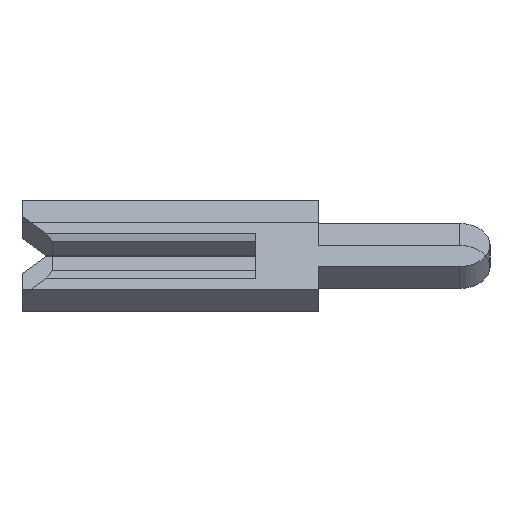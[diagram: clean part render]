
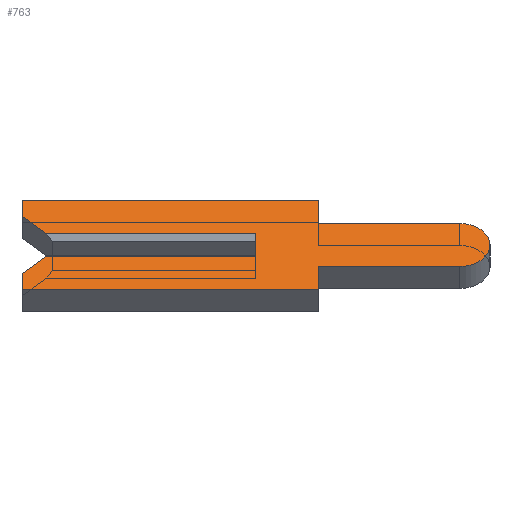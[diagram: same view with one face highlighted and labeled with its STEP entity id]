
A CAD part, left-side view. The second image highlights one B-rep face of the part: STEP entity #763.
In plain terms, the highlighted face is planar.
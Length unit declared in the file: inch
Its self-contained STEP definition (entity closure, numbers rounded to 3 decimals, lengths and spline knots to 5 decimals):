
#18 = LINE ( 'NONE', #3649, #418 ) ;
#46 = DIRECTION ( 'NONE',  ( 1., 0., 0. ) ) ;
#105 = EDGE_CURVE ( 'NONE', #151, #252, #1135, .T. ) ;
#120 = LINE ( 'NONE', #2278, #2275 ) ;
#151 = VERTEX_POINT ( 'NONE', #3772 ) ;
#169 = VECTOR ( 'NONE', #2126, 39.37008 ) ;
#174 = EDGE_CURVE ( 'NONE', #252, #3071, #3401, .T. ) ;
#176 = EDGE_LOOP ( 'NONE', ( #376, #1849, #3618, #3898, #2730, #554, #380, #3036, #3541, #1197, #1246, #3449, #398, #1742 ) ) ;
#252 = VERTEX_POINT ( 'NONE', #1897 ) ;
#376 = ORIENTED_EDGE ( 'NONE', *, *, #3690, .T. ) ;
#380 = ORIENTED_EDGE ( 'NONE', *, *, #466, .F. ) ;
#398 = ORIENTED_EDGE ( 'NONE', *, *, #105, .F. ) ;
#418 = VECTOR ( 'NONE', #3325, 39.37008 ) ;
#441 = CARTESIAN_POINT ( 'NONE',  ( -0.01, -0.1305, 0. ) ) ;
#466 = EDGE_CURVE ( 'NONE', #887, #3007, #1282, .T. ) ;
#475 = LINE ( 'NONE', #907, #2469 ) ;
#554 = ORIENTED_EDGE ( 'NONE', *, *, #2470, .F. ) ;
#556 = DIRECTION ( 'NONE',  ( 0., 1., 0. ) ) ;
#563 = DIRECTION ( 'NONE',  ( 0., 0., -1. ) ) ;
#710 = LINE ( 'NONE', #3742, #169 ) ;
#763 = ADVANCED_FACE ( 'NONE', ( #3562 ), #2339, .F. ) ;
#790 = CARTESIAN_POINT ( 'NONE',  ( -0.01, 0.134, -0.01 ) ) ;
#887 = VERTEX_POINT ( 'NONE', #1683 ) ;
#906 = VERTEX_POINT ( 'NONE', #3242 ) ;
#907 = CARTESIAN_POINT ( 'NONE',  ( -0.01, 0.15, 0.01 ) ) ;
#911 = CARTESIAN_POINT ( 'NONE',  ( -0.01, 0.15, 0.04 ) ) ;
#921 = LINE ( 'NONE', #3083, #3464 ) ;
#999 = VERTEX_POINT ( 'NONE', #1108 ) ;
#1008 = CARTESIAN_POINT ( 'NONE',  ( -0.01, -0.04, -0.04 ) ) ;
#1042 = VERTEX_POINT ( 'NONE', #3637 ) ;
#1050 = CARTESIAN_POINT ( 'NONE',  ( -0.01, 0.15, -0.04 ) ) ;
#1062 = CARTESIAN_POINT ( 'NONE',  ( -0.01, 0.15, -0.026 ) ) ;
#1108 = CARTESIAN_POINT ( 'NONE',  ( -0.01, 0., 0.01 ) ) ;
#1109 = AXIS2_PLACEMENT_3D ( 'NONE', #3278, #46, #3606 ) ;
#1117 = EDGE_CURVE ( 'NONE', #2059, #887, #18, .T. ) ;
#1135 = LINE ( 'NONE', #2496, #2523 ) ;
#1182 = LINE ( 'NONE', #1833, #2362 ) ;
#1197 = ORIENTED_EDGE ( 'NONE', *, *, #2602, .F. ) ;
#1231 = VECTOR ( 'NONE', #563, 39.37008 ) ;
#1246 = ORIENTED_EDGE ( 'NONE', *, *, #3393, .F. ) ;
#1254 = DIRECTION ( 'NONE',  ( 0., 0.707, 0.707 ) ) ;
#1273 = AXIS2_PLACEMENT_3D ( 'NONE', #441, #3926, #3311 ) ;
#1282 = LINE ( 'NONE', #1553, #1231 ) ;
#1310 = VERTEX_POINT ( 'NONE', #3291 ) ;
#1430 = CARTESIAN_POINT ( 'NONE',  ( -0.01, -0.04, 0.04 ) ) ;
#1481 = VECTOR ( 'NONE', #3667, 39.37008 ) ;
#1508 = VERTEX_POINT ( 'NONE', #790 ) ;
#1517 = DIRECTION ( 'NONE',  ( 0., 0., 1. ) ) ;
#1544 = EDGE_CURVE ( 'NONE', #1508, #1310, #3947, .T. ) ;
#1553 = CARTESIAN_POINT ( 'NONE',  ( -0.01, -0.04, -0.04 ) ) ;
#1575 = LINE ( 'NONE', #3755, #2071 ) ;
#1679 = EDGE_CURVE ( 'NONE', #1042, #2059, #3307, .T. ) ;
#1683 = CARTESIAN_POINT ( 'NONE',  ( -0.01, -0.04, -0.0195 ) ) ;
#1742 = ORIENTED_EDGE ( 'NONE', *, *, #2893, .F. ) ;
#1833 = CARTESIAN_POINT ( 'NONE',  ( -0.01, 0., 0.0065 ) ) ;
#1848 = CARTESIAN_POINT ( 'NONE',  ( -0.01, -0.04, 0.04 ) ) ;
#1849 = ORIENTED_EDGE ( 'NONE', *, *, #2261, .F. ) ;
#1897 = CARTESIAN_POINT ( 'NONE',  ( -0.01, 0.15, 0.04 ) ) ;
#2059 = VERTEX_POINT ( 'NONE', #2355 ) ;
#2071 = VECTOR ( 'NONE', #3469, 39.37008 ) ;
#2077 = CARTESIAN_POINT ( 'NONE',  ( -0.01, -0.1305, -0.01 ) ) ;
#2108 = DIRECTION ( 'NONE',  ( 0., -1., 0. ) ) ;
#2126 = DIRECTION ( 'NONE',  ( 0., 0., 1. ) ) ;
#2261 = EDGE_CURVE ( 'NONE', #1310, #999, #1182, .T. ) ;
#2275 = VECTOR ( 'NONE', #1254, 39.37008 ) ;
#2278 = CARTESIAN_POINT ( 'NONE',  ( -0.01, 0.1305, 0.0065 ) ) ;
#2323 = VECTOR ( 'NONE', #2807, 39.37008 ) ;
#2339 = PLANE ( 'NONE',  #1109 ) ;
#2355 = CARTESIAN_POINT ( 'NONE',  ( -0.01, -0.1305, -0.0195 ) ) ;
#2362 = VECTOR ( 'NONE', #3056, 39.37008 ) ;
#2465 = CARTESIAN_POINT ( 'NONE',  ( -0.01, 0.15, -0.04 ) ) ;
#2469 = VECTOR ( 'NONE', #2981, 39.37008 ) ;
#2470 = EDGE_CURVE ( 'NONE', #3007, #3930, #3017, .T. ) ;
#2473 = VERTEX_POINT ( 'NONE', #2969 ) ;
#2496 = CARTESIAN_POINT ( 'NONE',  ( -0.01, 0.15, 0.026 ) ) ;
#2523 = VECTOR ( 'NONE', #1517, 39.37008 ) ;
#2550 = EDGE_CURVE ( 'NONE', #3930, #3916, #710, .T. ) ;
#2602 = EDGE_CURVE ( 'NONE', #906, #1042, #921, .T. ) ;
#2730 = ORIENTED_EDGE ( 'NONE', *, *, #2550, .F. ) ;
#2807 = DIRECTION ( 'NONE',  ( 0., 0., -1. ) ) ;
#2893 = EDGE_CURVE ( 'NONE', #2473, #151, #120, .T. ) ;
#2969 = CARTESIAN_POINT ( 'NONE',  ( -0.01, 0.134, 0.01 ) ) ;
#2981 = DIRECTION ( 'NONE',  ( 0., -1., 0. ) ) ;
#3007 = VERTEX_POINT ( 'NONE', #1008 ) ;
#3017 = LINE ( 'NONE', #2465, #3614 ) ;
#3036 = ORIENTED_EDGE ( 'NONE', *, *, #1117, .F. ) ;
#3039 = EDGE_CURVE ( 'NONE', #3916, #1508, #1575, .T. ) ;
#3056 = DIRECTION ( 'NONE',  ( 0., 0., 1. ) ) ;
#3071 = VERTEX_POINT ( 'NONE', #1848 ) ;
#3083 = CARTESIAN_POINT ( 'NONE',  ( -0.01, -0.04, 0.0195 ) ) ;
#3142 = DIRECTION ( 'NONE',  ( 0., -1., 0. ) ) ;
#3242 = CARTESIAN_POINT ( 'NONE',  ( -0.01, -0.04, 0.0195 ) ) ;
#3278 = CARTESIAN_POINT ( 'NONE',  ( -0.01, -0.1305, 0. ) ) ;
#3291 = CARTESIAN_POINT ( 'NONE',  ( -0.01, 0., -0.01 ) ) ;
#3307 = CIRCLE ( 'NONE', #1273, 0.0195 ) ;
#3311 = DIRECTION ( 'NONE',  ( 0., 0., -1. ) ) ;
#3325 = DIRECTION ( 'NONE',  ( 0., 1., 0. ) ) ;
#3393 = EDGE_CURVE ( 'NONE', #3071, #906, #3515, .T. ) ;
#3401 = LINE ( 'NONE', #911, #3662 ) ;
#3449 = ORIENTED_EDGE ( 'NONE', *, *, #174, .F. ) ;
#3464 = VECTOR ( 'NONE', #2108, 39.37008 ) ;
#3469 = DIRECTION ( 'NONE',  ( 0., -0.707, 0.707 ) ) ;
#3515 = LINE ( 'NONE', #1430, #2323 ) ;
#3541 = ORIENTED_EDGE ( 'NONE', *, *, #1679, .F. ) ;
#3562 = FACE_OUTER_BOUND ( 'NONE', #176, .T. ) ;
#3606 = DIRECTION ( 'NONE',  ( 0., 0., -1. ) ) ;
#3614 = VECTOR ( 'NONE', #556, 39.37008 ) ;
#3618 = ORIENTED_EDGE ( 'NONE', *, *, #1544, .F. ) ;
#3637 = CARTESIAN_POINT ( 'NONE',  ( -0.01, -0.1305, 0.0195 ) ) ;
#3649 = CARTESIAN_POINT ( 'NONE',  ( -0.01, -0.04, -0.0195 ) ) ;
#3662 = VECTOR ( 'NONE', #3142, 39.37008 ) ;
#3667 = DIRECTION ( 'NONE',  ( 0., -1., 0. ) ) ;
#3690 = EDGE_CURVE ( 'NONE', #2473, #999, #475, .T. ) ;
#3742 = CARTESIAN_POINT ( 'NONE',  ( -0.01, 0.15, -0.026 ) ) ;
#3755 = CARTESIAN_POINT ( 'NONE',  ( -0.01, 0.1305, -0.0065 ) ) ;
#3772 = CARTESIAN_POINT ( 'NONE',  ( -0.01, 0.15, 0.026 ) ) ;
#3898 = ORIENTED_EDGE ( 'NONE', *, *, #3039, .F. ) ;
#3916 = VERTEX_POINT ( 'NONE', #1062 ) ;
#3926 = DIRECTION ( 'NONE',  ( 1., 0., 0. ) ) ;
#3930 = VERTEX_POINT ( 'NONE', #1050 ) ;
#3947 = LINE ( 'NONE', #2077, #1481 ) ;
